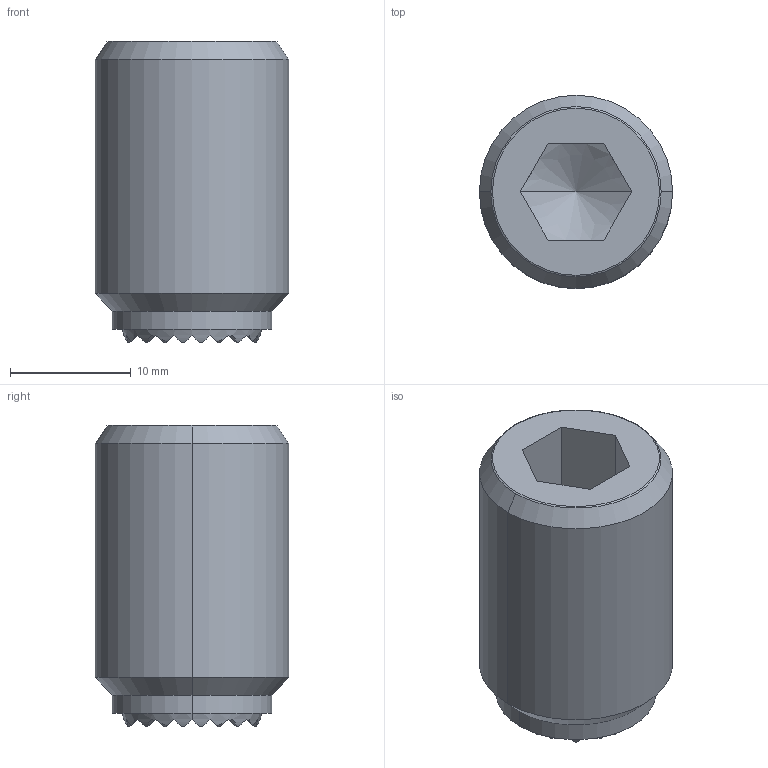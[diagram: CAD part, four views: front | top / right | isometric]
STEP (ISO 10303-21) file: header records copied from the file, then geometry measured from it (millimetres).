
FILE_DESCRIPTION(('STEP AP214'),'1');
FILE_NAME('HALDERN_EH_22700_0762.stp','2018-01-15T15:26:28',('TraceParts'),('TraceParts S.A.'),'Spatial InterOp 3D',' ',' ');
FILE_SCHEMA(('automotive_design'));
Length unit declared in the file: millimetre
Products named in the file (2): HALDERN_EH_22700_0762_1; HALDERN_EH_22700_0762_2
Bounding box: 16 x 16 x 25 mm (x, y, z)
Volume: 4819.6 mm3; surface area: 2192.2 mm2
Topology: 2 solids, 2 shells, 274 faces, 576 edges, 303 vertices
Faces by surface type: plane 260, cone 8, cylinder 4, sphere 2
Entity records: 9139 total; most frequent: DIRECTION 1208, CARTESIAN_POINT 1163, ORIENTED_EDGE 1144, EDGE_CURVE 572, LINE 476, VECTOR 476, AXIS2_PLACEMENT_3D 366, VERTEX_POINT 303
